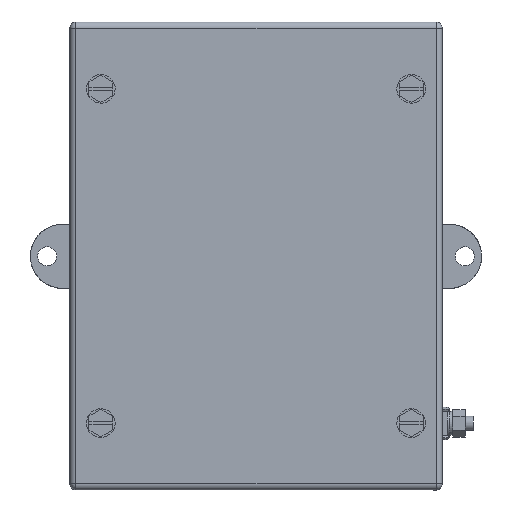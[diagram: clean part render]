
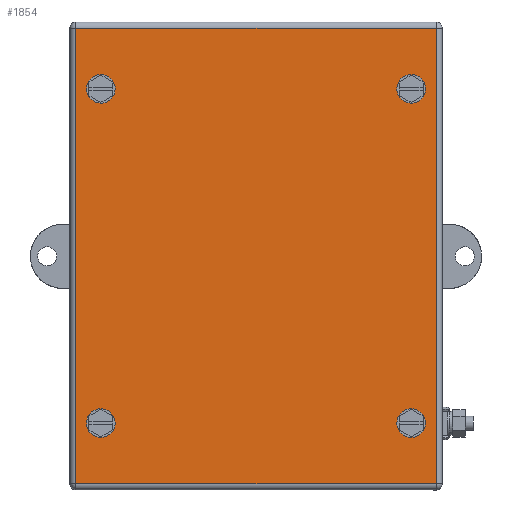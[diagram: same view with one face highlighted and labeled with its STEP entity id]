
A CAD part, top view. The second image highlights one B-rep face of the part: STEP entity #1854.
In plain terms, the highlighted planar face has unit normal (0, 0, 1).
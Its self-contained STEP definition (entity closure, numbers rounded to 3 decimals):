
#1641=AXIS2_PLACEMENT_3D('Circle Axis2P3D',#1639,#1640,$) ;
#1660=AXIS2_PLACEMENT_3D('Circle Axis2P3D',#1658,#1659,$) ;
#1684=AXIS2_PLACEMENT_3D('Circle Axis2P3D',#1682,#1683,$) ;
#1703=AXIS2_PLACEMENT_3D('Circle Axis2P3D',#1701,#1702,$) ;
#1727=AXIS2_PLACEMENT_3D('Circle Axis2P3D',#1725,#1726,$) ;
#1746=AXIS2_PLACEMENT_3D('Circle Axis2P3D',#1744,#1745,$) ;
#1770=AXIS2_PLACEMENT_3D('Circle Axis2P3D',#1768,#1769,$) ;
#1789=AXIS2_PLACEMENT_3D('Circle Axis2P3D',#1787,#1788,$) ;
#1802=AXIS2_PLACEMENT_3D('Plane Axis2P3D',#1799,#1800,#1801) ;
#1636=CARTESIAN_POINT('Vertex',(29.5,170.75,93.)) ;
#1639=CARTESIAN_POINT('Axis2P3D Location',(29.5,168.,93.)) ;
#1643=CARTESIAN_POINT('Vertex',(29.5,165.25,93.)) ;
#1658=CARTESIAN_POINT('Axis2P3D Location',(29.5,168.,93.)) ;
#1679=CARTESIAN_POINT('Vertex',(159.5,25.25,93.)) ;
#1682=CARTESIAN_POINT('Axis2P3D Location',(159.5,28.,93.)) ;
#1686=CARTESIAN_POINT('Vertex',(159.5,30.75,93.)) ;
#1701=CARTESIAN_POINT('Axis2P3D Location',(159.5,28.,93.)) ;
#1722=CARTESIAN_POINT('Vertex',(29.5,25.25,93.)) ;
#1725=CARTESIAN_POINT('Axis2P3D Location',(29.5,28.,93.)) ;
#1729=CARTESIAN_POINT('Vertex',(29.5,30.75,93.)) ;
#1744=CARTESIAN_POINT('Axis2P3D Location',(29.5,28.,93.)) ;
#1765=CARTESIAN_POINT('Vertex',(159.5,170.75,93.)) ;
#1768=CARTESIAN_POINT('Axis2P3D Location',(159.5,168.,93.)) ;
#1772=CARTESIAN_POINT('Vertex',(159.5,165.25,93.)) ;
#1787=CARTESIAN_POINT('Axis2P3D Location',(159.5,168.,93.)) ;
#1799=CARTESIAN_POINT('Axis2P3D Location',(94.5,98.,93.)) ;
#1804=CARTESIAN_POINT('Line Origine',(94.5,2.6,93.)) ;
#1808=CARTESIAN_POINT('Vertex',(169.9,2.6,93.)) ;
#1810=CARTESIAN_POINT('Vertex',(19.1,2.6,93.)) ;
#1813=CARTESIAN_POINT('Line Origine',(169.9,98.,93.)) ;
#1817=CARTESIAN_POINT('Vertex',(169.9,193.4,93.)) ;
#1820=CARTESIAN_POINT('Line Origine',(94.5,193.4,93.)) ;
#1824=CARTESIAN_POINT('Vertex',(19.1,193.4,93.)) ;
#1827=CARTESIAN_POINT('Line Origine',(19.1,98.,93.)) ;
#1640=DIRECTION('Axis2P3D Direction',(0.,0.,1.)) ;
#1659=DIRECTION('Axis2P3D Direction',(0.,0.,1.)) ;
#1683=DIRECTION('Axis2P3D Direction',(0.,0.,1.)) ;
#1702=DIRECTION('Axis2P3D Direction',(0.,0.,1.)) ;
#1726=DIRECTION('Axis2P3D Direction',(0.,0.,1.)) ;
#1745=DIRECTION('Axis2P3D Direction',(0.,0.,1.)) ;
#1769=DIRECTION('Axis2P3D Direction',(0.,0.,1.)) ;
#1788=DIRECTION('Axis2P3D Direction',(0.,0.,1.)) ;
#1800=DIRECTION('Axis2P3D Direction',(0.,0.,-1.)) ;
#1801=DIRECTION('Axis2P3D XDirection',(0.,-1.,0.)) ;
#1805=DIRECTION('Vector Direction',(-1.,0.,0.)) ;
#1814=DIRECTION('Vector Direction',(0.,1.,0.)) ;
#1821=DIRECTION('Vector Direction',(1.,0.,0.)) ;
#1828=DIRECTION('Vector Direction',(0.,-1.,0.)) ;
#1806=VECTOR('Line Direction',#1805,1.) ;
#1815=VECTOR('Line Direction',#1814,1.) ;
#1822=VECTOR('Line Direction',#1821,1.) ;
#1829=VECTOR('Line Direction',#1828,1.) ;
#1833=ORIENTED_EDGE('',*,*,#1812,.F.) ;
#1834=ORIENTED_EDGE('',*,*,#1819,.F.) ;
#1835=ORIENTED_EDGE('',*,*,#1826,.F.) ;
#1836=ORIENTED_EDGE('',*,*,#1831,.F.) ;
#1839=ORIENTED_EDGE('',*,*,#1662,.F.) ;
#1840=ORIENTED_EDGE('',*,*,#1645,.F.) ;
#1843=ORIENTED_EDGE('',*,*,#1748,.F.) ;
#1844=ORIENTED_EDGE('',*,*,#1731,.F.) ;
#1847=ORIENTED_EDGE('',*,*,#1791,.F.) ;
#1848=ORIENTED_EDGE('',*,*,#1774,.F.) ;
#1851=ORIENTED_EDGE('',*,*,#1705,.F.) ;
#1852=ORIENTED_EDGE('',*,*,#1688,.F.) ;
#1841=FACE_BOUND('',#1838,.T.) ;
#1845=FACE_BOUND('',#1842,.T.) ;
#1849=FACE_BOUND('',#1846,.T.) ;
#1853=FACE_BOUND('',#1850,.T.) ;
#1854=ADVANCED_FACE('Cover',(#1837,#1841,#1845,#1849,#1853),#1803,.F.) ;
#1642=CIRCLE('generated circle',#1641,2.75) ;
#1661=CIRCLE('generated circle',#1660,2.75) ;
#1685=CIRCLE('generated circle',#1684,2.75) ;
#1704=CIRCLE('generated circle',#1703,2.75) ;
#1728=CIRCLE('generated circle',#1727,2.75) ;
#1747=CIRCLE('generated circle',#1746,2.75) ;
#1771=CIRCLE('generated circle',#1770,2.75) ;
#1790=CIRCLE('generated circle',#1789,2.75) ;
#1645=EDGE_CURVE('',#1637,#1644,#1642,.T.) ;
#1662=EDGE_CURVE('',#1644,#1637,#1661,.T.) ;
#1688=EDGE_CURVE('',#1680,#1687,#1685,.T.) ;
#1705=EDGE_CURVE('',#1687,#1680,#1704,.T.) ;
#1731=EDGE_CURVE('',#1723,#1730,#1728,.T.) ;
#1748=EDGE_CURVE('',#1730,#1723,#1747,.T.) ;
#1774=EDGE_CURVE('',#1766,#1773,#1771,.T.) ;
#1791=EDGE_CURVE('',#1773,#1766,#1790,.T.) ;
#1812=EDGE_CURVE('',#1809,#1811,#1807,.T.) ;
#1819=EDGE_CURVE('',#1818,#1809,#1816,.F.) ;
#1826=EDGE_CURVE('',#1825,#1818,#1823,.T.) ;
#1831=EDGE_CURVE('',#1811,#1825,#1830,.F.) ;
#1832=EDGE_LOOP('',(#1833,#1834,#1835,#1836)) ;
#1838=EDGE_LOOP('',(#1839,#1840)) ;
#1842=EDGE_LOOP('',(#1843,#1844)) ;
#1846=EDGE_LOOP('',(#1847,#1848)) ;
#1850=EDGE_LOOP('',(#1851,#1852)) ;
#1837=FACE_OUTER_BOUND('',#1832,.T.) ;
#1807=LINE('Line',#1804,#1806) ;
#1816=LINE('Line',#1813,#1815) ;
#1823=LINE('Line',#1820,#1822) ;
#1830=LINE('Line',#1827,#1829) ;
#1803=PLANE('',#1802) ;
#1637=VERTEX_POINT('',#1636) ;
#1644=VERTEX_POINT('',#1643) ;
#1680=VERTEX_POINT('',#1679) ;
#1687=VERTEX_POINT('',#1686) ;
#1723=VERTEX_POINT('',#1722) ;
#1730=VERTEX_POINT('',#1729) ;
#1766=VERTEX_POINT('',#1765) ;
#1773=VERTEX_POINT('',#1772) ;
#1809=VERTEX_POINT('',#1808) ;
#1811=VERTEX_POINT('',#1810) ;
#1818=VERTEX_POINT('',#1817) ;
#1825=VERTEX_POINT('',#1824) ;
